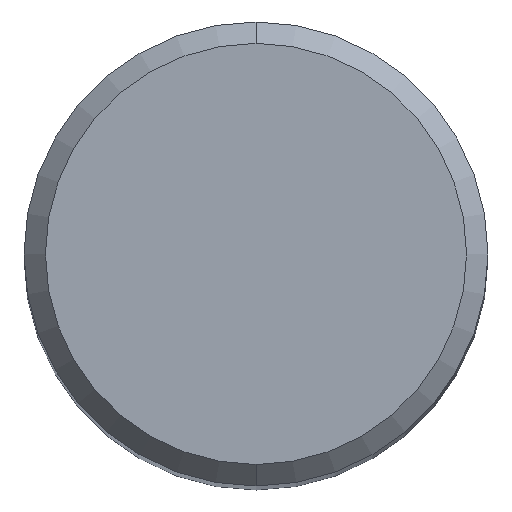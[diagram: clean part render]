
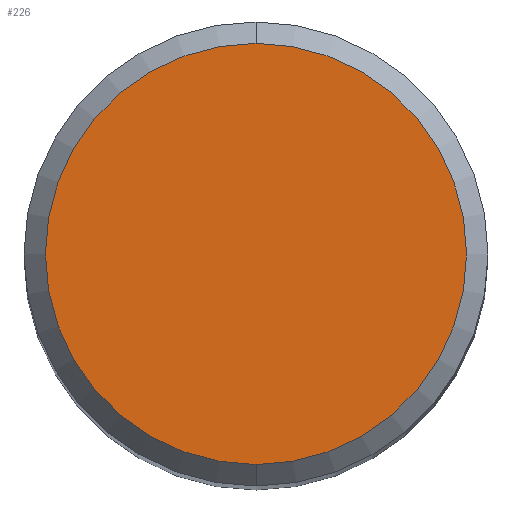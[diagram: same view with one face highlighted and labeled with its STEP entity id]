
A CAD part, top view. The second image highlights one B-rep face of the part: STEP entity #226.
In plain terms, the highlighted planar face has unit normal (0, 0, 1).
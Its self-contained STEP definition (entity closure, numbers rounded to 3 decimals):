
#226=ADVANCED_FACE('',(#532),#533,.T.);
#308=VERTEX_POINT('',#622);
#388=EDGE_CURVE('',#418,#308,#712,.T.);
#418=VERTEX_POINT('',#747);
#442=EDGE_CURVE('',#308,#418,#773,.T.);
#532=FACE_OUTER_BOUND('',#942,.T.);
#533=PLANE('',#943);
#622=CARTESIAN_POINT('',(0.,-5.9,0.0));
#712=CIRCLE('',#1232,5.9);
#747=CARTESIAN_POINT('',(0.0,5.9,0.0));
#773=CIRCLE('',#1437,5.9);
#942=EDGE_LOOP('',(#1548,#1549));
#943=AXIS2_PLACEMENT_3D('',#1550,#1551,#1552);
#1232=AXIS2_PLACEMENT_3D('',#1755,#1756,#1757);
#1437=AXIS2_PLACEMENT_3D('',#1823,#1824,#1825);
#1548=ORIENTED_EDGE('',*,*,#388,.F.);
#1549=ORIENTED_EDGE('',*,*,#442,.F.);
#1550=CARTESIAN_POINT('',(0.0,2.95,0.0));
#1551=DIRECTION('',(-0.0,0.0,1.0));
#1552=DIRECTION('',(0.0,-1.0,0.0));
#1755=CARTESIAN_POINT('',(0.0,0.0,0.0));
#1756=DIRECTION('',(0.0,0.0,-1.0));
#1757=DIRECTION('',(0.0,1.0,0.0));
#1823=CARTESIAN_POINT('',(0.0,0.0,0.0));
#1824=DIRECTION('',(0.0,0.0,-1.0));
#1825=DIRECTION('',(0.0,1.0,0.0));
